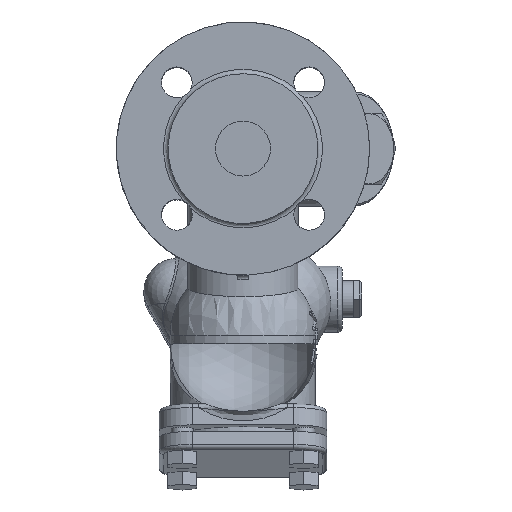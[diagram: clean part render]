
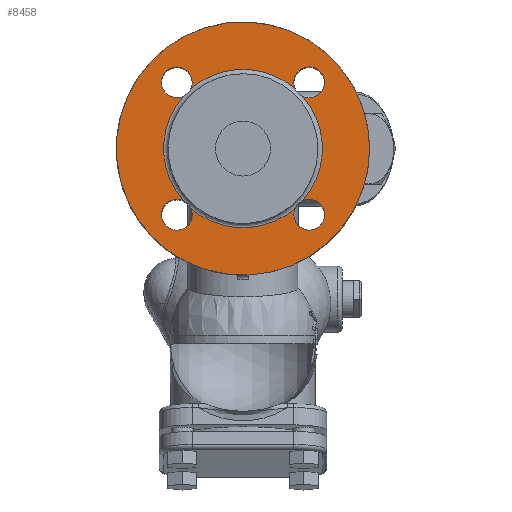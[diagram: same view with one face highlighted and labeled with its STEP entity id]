
A CAD part, top view. The second image highlights one B-rep face of the part: STEP entity #8458.
In plain terms, the highlighted planar face has unit normal (0, 0, 1).
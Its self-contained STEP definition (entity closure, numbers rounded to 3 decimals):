
#7808=CARTESIAN_POINT('',(27.09,-23.71,57.));
#7809=VERTEX_POINT('',#7808);
#7810=CARTESIAN_POINT('',(23.71,-27.09,57.));
#7811=VERTEX_POINT('',#7810);
#7827=CARTESIAN_POINT('',(27.09,23.71,57.));
#7828=VERTEX_POINT('',#7827);
#7829=CARTESIAN_POINT('',(0.0,0.0,57.0));
#7830=DIRECTION('',(0.0,0.0,1.0));
#7831=DIRECTION('',(-1.0,0.0,0.0));
#7832=AXIS2_PLACEMENT_3D('',#7829,#7830,#7831);
#7833=CIRCLE('',#7832,36.);
#7834=EDGE_CURVE('',#7809,#7828,#7833,.T.);
#7836=CARTESIAN_POINT('',(23.71,27.09,57.));
#7837=VERTEX_POINT('',#7836);
#7853=CARTESIAN_POINT('',(-23.71,27.09,57.));
#7854=VERTEX_POINT('',#7853);
#7855=CARTESIAN_POINT('',(0.0,0.0,57.0));
#7856=DIRECTION('',(0.0,0.0,1.0));
#7857=DIRECTION('',(-1.0,0.0,0.0));
#7858=AXIS2_PLACEMENT_3D('',#7855,#7856,#7857);
#7859=CIRCLE('',#7858,36.);
#7860=EDGE_CURVE('',#7837,#7854,#7859,.T.);
#7862=CARTESIAN_POINT('',(-27.09,23.71,57.));
#7863=VERTEX_POINT('',#7862);
#7879=CARTESIAN_POINT('',(-27.09,-23.71,57.));
#7880=VERTEX_POINT('',#7879);
#7881=CARTESIAN_POINT('',(0.0,0.0,57.0));
#7882=DIRECTION('',(0.0,0.0,1.0));
#7883=DIRECTION('',(-1.0,0.0,0.0));
#7884=AXIS2_PLACEMENT_3D('',#7881,#7882,#7883);
#7885=CIRCLE('',#7884,36.);
#7886=EDGE_CURVE('',#7863,#7880,#7885,.T.);
#7888=CARTESIAN_POINT('',(-23.71,-27.09,57.));
#7889=VERTEX_POINT('',#7888);
#7905=CARTESIAN_POINT('',(0.0,0.0,57.0));
#7906=DIRECTION('',(0.0,0.0,1.0));
#7907=DIRECTION('',(-1.0,0.0,0.0));
#7908=AXIS2_PLACEMENT_3D('',#7905,#7906,#7907);
#7909=CIRCLE('',#7908,36.);
#7910=EDGE_CURVE('',#7889,#7811,#7909,.T.);
#8011=CARTESIAN_POINT('',(30.052,30.052,57.));
#8012=DIRECTION('',(0.0,0.0,-1.0));
#8013=DIRECTION('',(0.0,-1.0,0.0));
#8014=AXIS2_PLACEMENT_3D('',#8011,#8012,#8013);
#8015=CIRCLE('',#8014,7.);
#8016=EDGE_CURVE('',#7837,#7828,#8015,.T.);
#8107=CARTESIAN_POINT('',(30.052,-30.052,57.));
#8108=DIRECTION('',(0.0,0.0,-1.0));
#8109=DIRECTION('',(-1.0,0.0,0.0));
#8110=AXIS2_PLACEMENT_3D('',#8107,#8108,#8109);
#8111=CIRCLE('',#8110,7.);
#8112=EDGE_CURVE('',#7809,#7811,#8111,.T.);
#8203=CARTESIAN_POINT('',(-30.052,-30.052,57.));
#8204=DIRECTION('',(0.0,0.0,-1.0));
#8205=DIRECTION('',(0.0,1.0,0.0));
#8206=AXIS2_PLACEMENT_3D('',#8203,#8204,#8205);
#8207=CIRCLE('',#8206,7.);
#8208=EDGE_CURVE('',#7889,#7880,#8207,.T.);
#8299=CARTESIAN_POINT('',(-30.052,30.052,57.));
#8300=DIRECTION('',(0.0,0.0,-1.0));
#8301=DIRECTION('',(1.0,0.0,0.0));
#8302=AXIS2_PLACEMENT_3D('',#8299,#8300,#8301);
#8303=CIRCLE('',#8302,7.);
#8304=EDGE_CURVE('',#7863,#7854,#8303,.T.);
#8432=CARTESIAN_POINT('',(0.0,0.0,57.0));
#8433=DIRECTION('',(0.0,0.0,-1.0));
#8434=DIRECTION('',(-1.0,0.0,0.0));
#8435=AXIS2_PLACEMENT_3D('',#8432,#8433,#8434);
#8436=PLANE('',#8435);
#8437=CARTESIAN_POINT('',(57.5,0.,57.0));
#8438=VERTEX_POINT('',#8437);
#8439=CARTESIAN_POINT('',(0.0,0.0,57.0));
#8440=DIRECTION('',(0.0,0.0,-1.0));
#8441=DIRECTION('',(0.0,-1.0,0.0));
#8442=AXIS2_PLACEMENT_3D('',#8439,#8440,#8441);
#8443=CIRCLE('',#8442,57.5);
#8444=EDGE_CURVE('',#8438,#8438,#8443,.T.);
#8445=ORIENTED_EDGE('',*,*,#8444,.F.);
#8446=EDGE_LOOP('',(#8445));
#8447=FACE_OUTER_BOUND('',#8446,.T.);
#8448=ORIENTED_EDGE('',*,*,#7910,.F.);
#8449=ORIENTED_EDGE('',*,*,#8208,.T.);
#8450=ORIENTED_EDGE('',*,*,#7886,.F.);
#8451=ORIENTED_EDGE('',*,*,#8304,.T.);
#8452=ORIENTED_EDGE('',*,*,#7860,.F.);
#8453=ORIENTED_EDGE('',*,*,#8016,.T.);
#8454=ORIENTED_EDGE('',*,*,#7834,.F.);
#8455=ORIENTED_EDGE('',*,*,#8112,.T.);
#8456=EDGE_LOOP('',(#8448,#8449,#8450,#8451,#8452,#8453,#8454,#8455));
#8457=FACE_BOUND('',#8456,.T.);
#8458=ADVANCED_FACE('',(#8447,#8457),#8436,.F.);
